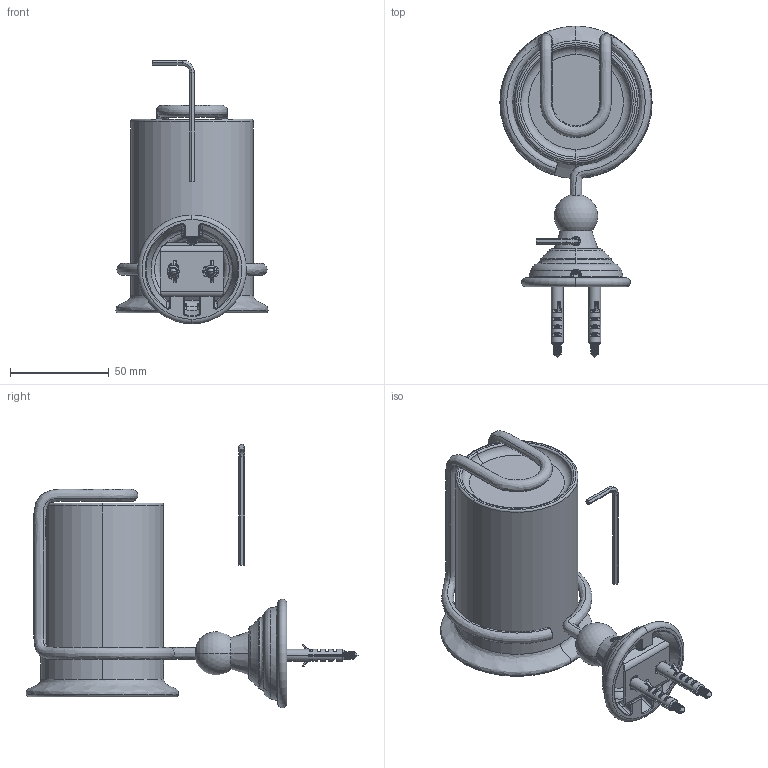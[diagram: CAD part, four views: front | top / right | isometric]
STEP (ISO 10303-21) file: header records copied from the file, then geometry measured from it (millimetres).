
FILE_DESCRIPTION((''),'2;1');
FILE_NAME('JCA0111CH_ASM','2021-07-23T16:33:11',('25393'),(''),'CREO PARAMETRIC BY PTC INC, 2018020','CREO PARAMETRIC BY PTC INC, 2018020','');
FILE_SCHEMA(('CONFIG_CONTROL_DESIGN'));
Length unit declared in the file: millimetre
Products named in the file (12): 2005001-012; 2004104-072; 2004111-042; 2004111-041_ASM; TC-011; 7005025-022; ZG-4_2X38-YDS; JD-S6; DS-M5X7-J; S2_5; DS-M5X10-J; JCA0111CH_ASM
Assembly tree (13 placements, depth 3):
  JCA0111CH_ASM
    2005001-012
    2004111-041_ASM
      2004104-072
      2004111-042
    TC-011
    7005025-022
    ZG-4_2X38-YDS  x2
    JD-S6  x2
    DS-M5X7-J
    S2_5
    DS-M5X10-J
Bounding box: 77.03 x 167.93 x 133.29 mm (x, y, z)
Volume: 111341.3 mm3; surface area: 70187.3 mm2
Topology: 12 solids, 12 shells, 816 faces, 2103 edges, 1316 vertices
Faces by surface type: cylinder 319, plane 202, bspline 169, torus 64, cone 36, sphere 24, revolution 2
Entity records: 41251 total; most frequent: CARTESIAN_POINT 29040, ORIENTED_EDGE 2768, DIRECTION 2082, EDGE_CURVE 1384, VERTEX_POINT 871, AXIS2_PLACEMENT_3D 785, EDGE_LOOP 573, B_SPLINE_CURVE_WITH_KNOTS 551
